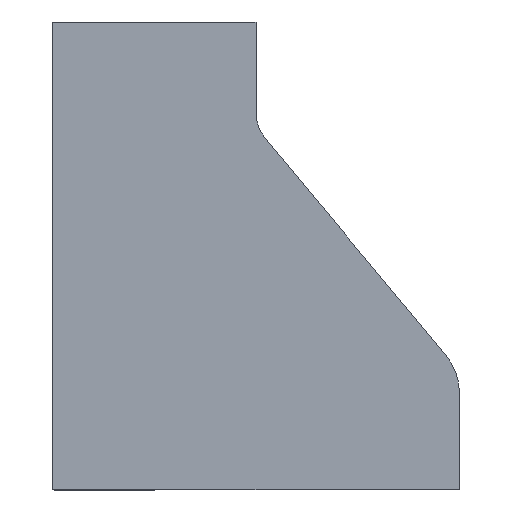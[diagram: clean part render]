
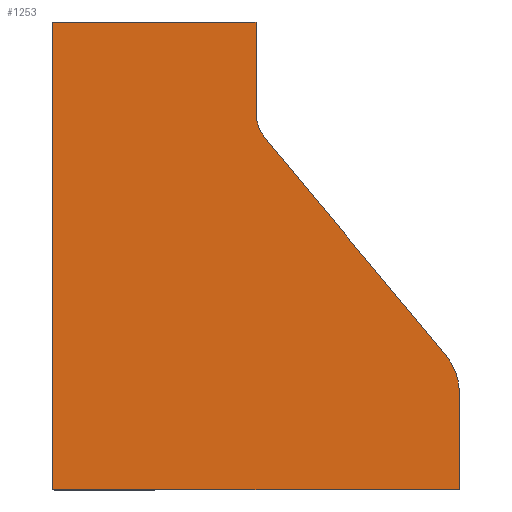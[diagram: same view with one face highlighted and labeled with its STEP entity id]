
A CAD part, front view. The second image highlights one B-rep face of the part: STEP entity #1253.
In plain terms, the highlighted planar face has unit normal (0, -1, 0).
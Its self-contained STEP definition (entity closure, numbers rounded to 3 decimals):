
#9 = LINE ( 'NONE', #1704, #14 ) ;
#13 = CIRCLE ( 'NONE', #512, 20. ) ;
#14 = VECTOR ( 'NONE', #1683, 1000. ) ;
#20 = CIRCLE ( 'NONE', #510, 30. ) ;
#22 = LINE ( 'NONE', #1553, #27 ) ;
#27 = VECTOR ( 'NONE', #1565, 1000. ) ;
#52 = FACE_OUTER_BOUND ( 'NONE', #877, .T. ) ;
#145 = LINE ( 'NONE', #1243, #148 ) ;
#147 = LINE ( 'NONE', #1082, #150 ) ;
#148 = VECTOR ( 'NONE', #1176, 1000. ) ;
#150 = VECTOR ( 'NONE', #1720, 1000. ) ;
#179 = LINE ( 'NONE', #344, #186 ) ;
#186 = VECTOR ( 'NONE', #353, 1000. ) ;
#221 = LINE ( 'NONE', #405, #224 ) ;
#224 = VECTOR ( 'NONE', #406, 1000. ) ;
#344 = CARTESIAN_POINT ( 'NONE',  ( 150., 0., 0. ) ) ;
#353 = DIRECTION ( 'NONE',  ( 0., 0., 1. ) ) ;
#405 = CARTESIAN_POINT ( 'NONE',  ( 250., 0., -182.603 ) ) ;
#406 = DIRECTION ( 'NONE',  ( 0., 0., 1. ) ) ;
#501 = AXIS2_PLACEMENT_3D ( 'NONE', #1606, #1617, #1616 ) ;
#510 = AXIS2_PLACEMENT_3D ( 'NONE', #1562, #1556, #1560 ) ;
#512 = AXIS2_PLACEMENT_3D ( 'NONE', #1682, #1681, #1680 ) ;
#647 = ORIENTED_EDGE ( 'NONE', *, *, #1314, .F. ) ;
#648 = ORIENTED_EDGE ( 'NONE', *, *, #1150, .F. ) ;
#649 = ORIENTED_EDGE ( 'NONE', *, *, #1315, .F. ) ;
#650 = ORIENTED_EDGE ( 'NONE', *, *, #1736, .T. ) ;
#651 = ORIENTED_EDGE ( 'NONE', *, *, #1148, .T. ) ;
#652 = ORIENTED_EDGE ( 'NONE', *, *, #1089, .T. ) ;
#653 = ORIENTED_EDGE ( 'NONE', *, *, #1091, .T. ) ;
#654 = ORIENTED_EDGE ( 'NONE', *, *, #1336, .T. ) ;
#877 = EDGE_LOOP ( 'NONE', ( #647, #648, #649, #650, #651, #652, #653, #654 ) ) ;
#918 = VERTEX_POINT ( 'NONE', #1423 ) ;
#925 = VERTEX_POINT ( 'NONE', #1428 ) ;
#933 = VERTEX_POINT ( 'NONE', #1382 ) ;
#952 = VERTEX_POINT ( 'NONE', #1376 ) ;
#956 = VERTEX_POINT ( 'NONE', #1371 ) ;
#972 = VERTEX_POINT ( 'NONE', #1672 ) ;
#983 = VERTEX_POINT ( 'NONE', #1615 ) ;
#1010 = VERTEX_POINT ( 'NONE', #1697 ) ;
#1082 = CARTESIAN_POINT ( 'NONE',  ( -150., 0., -230. ) ) ;
#1089 = EDGE_CURVE ( 'NONE', #925, #972, #9, .T. ) ;
#1091 = EDGE_CURVE ( 'NONE', #972, #933, #13, .T. ) ;
#1148 = EDGE_CURVE ( 'NONE', #952, #925, #20, .T. ) ;
#1150 = EDGE_CURVE ( 'NONE', #918, #983, #22, .T. ) ;
#1176 = DIRECTION ( 'NONE',  ( 1., 0., 0. ) ) ;
#1243 = CARTESIAN_POINT ( 'NONE',  ( -50., 0., 0. ) ) ;
#1253 = ADVANCED_FACE ( 'NONE', ( #52 ), #1620, .F. ) ;
#1314 = EDGE_CURVE ( 'NONE', #983, #1010, #145, .T. ) ;
#1315 = EDGE_CURVE ( 'NONE', #956, #918, #147, .T. ) ;
#1336 = EDGE_CURVE ( 'NONE', #933, #1010, #179, .T. ) ;
#1371 = CARTESIAN_POINT ( 'NONE',  ( 250., 0., -230. ) ) ;
#1376 = CARTESIAN_POINT ( 'NONE',  ( 250., 0., -182.603 ) ) ;
#1382 = CARTESIAN_POINT ( 'NONE',  ( 150., 0., -44.501 ) ) ;
#1423 = CARTESIAN_POINT ( 'NONE',  ( 50., 0., -230. ) ) ;
#1428 = CARTESIAN_POINT ( 'NONE',  ( 243.047, 0., -163.398 ) ) ;
#1553 = CARTESIAN_POINT ( 'NONE',  ( 50., 0., 0. ) ) ;
#1556 = DIRECTION ( 'NONE',  ( 0., -1., 0. ) ) ;
#1560 = DIRECTION ( 'NONE',  ( 0., 0., 1. ) ) ;
#1562 = CARTESIAN_POINT ( 'NONE',  ( 220., 0., -182.603 ) ) ;
#1565 = DIRECTION ( 'NONE',  ( 0., 0., 1. ) ) ;
#1606 = CARTESIAN_POINT ( 'NONE',  ( -70., 0., -44.501 ) ) ;
#1615 = CARTESIAN_POINT ( 'NONE',  ( 50., 0., 0. ) ) ;
#1616 = DIRECTION ( 'NONE',  ( 0., 0., 1. ) ) ;
#1617 = DIRECTION ( 'NONE',  ( 0., 1., 0. ) ) ;
#1620 = PLANE ( 'NONE',  #501 ) ;
#1672 = CARTESIAN_POINT ( 'NONE',  ( 154.636, 0., -57.304 ) ) ;
#1680 = DIRECTION ( 'NONE',  ( 0., 0., 1. ) ) ;
#1681 = DIRECTION ( 'NONE',  ( 0., 1., 0. ) ) ;
#1682 = CARTESIAN_POINT ( 'NONE',  ( 170., 0., -44.501 ) ) ;
#1683 = DIRECTION ( 'NONE',  ( -0.64, 0., 0.768 ) ) ;
#1697 = CARTESIAN_POINT ( 'NONE',  ( 150., 0., 0. ) ) ;
#1704 = CARTESIAN_POINT ( 'NONE',  ( 154.636, 0., -57.304 ) ) ;
#1720 = DIRECTION ( 'NONE',  ( -1., 0., 0. ) ) ;
#1736 = EDGE_CURVE ( 'NONE', #956, #952, #221, .T. ) ;
